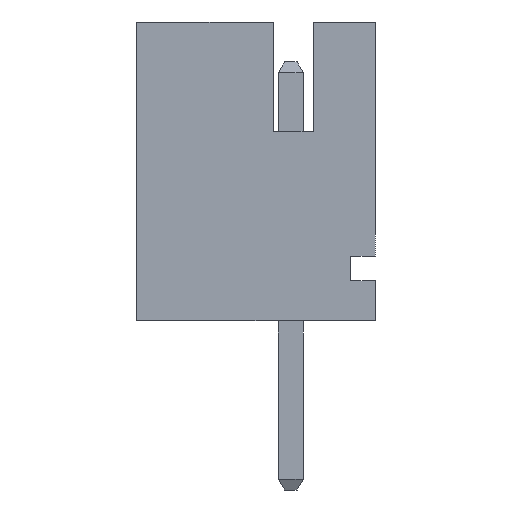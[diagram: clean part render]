
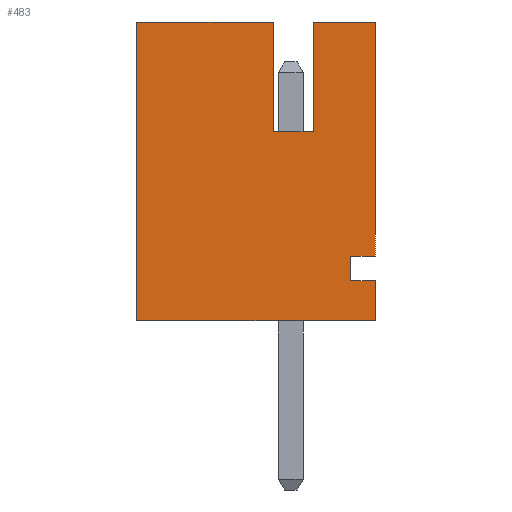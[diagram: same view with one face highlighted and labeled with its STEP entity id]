
A CAD part, left-side view. The second image highlights one B-rep face of the part: STEP entity #483.
In plain terms, the highlighted planar face has unit normal (-1, 0, 0).
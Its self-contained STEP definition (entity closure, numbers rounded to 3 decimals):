
#483=ADVANCED_FACE('',(#1139),#1141,.T.);
#1139=FACE_BOUND('',#1140,.T.);
#1140=EDGE_LOOP('',(#1668,#1669,#1670,#1671,#1672,#1673,#1674,#1675,#1676,#1677,
#1678,#1679));
#1141=PLANE('',#1142);
#1142=AXIS2_PLACEMENT_3D('',#1143,#1144,#1145);
#1143=CARTESIAN_POINT('',(-10.,3.1,0.));
#1144=DIRECTION('',(-1.,0.,0.));
#1145=DIRECTION('',(0.,-1.,0.));
#1668=ORIENTED_EDGE('',*,*,#2042,.T.);
#1669=ORIENTED_EDGE('',*,*,#2043,.T.);
#1670=ORIENTED_EDGE('',*,*,#2044,.F.);
#1671=ORIENTED_EDGE('',*,*,#2012,.F.);
#1672=ORIENTED_EDGE('',*,*,#2034,.T.);
#1673=ORIENTED_EDGE('',*,*,#2041,.T.);
#1674=ORIENTED_EDGE('',*,*,#2045,.T.);
#1675=ORIENTED_EDGE('',*,*,#2046,.T.);
#1676=ORIENTED_EDGE('',*,*,#2047,.T.);
#1677=ORIENTED_EDGE('',*,*,#2048,.T.);
#1678=ORIENTED_EDGE('',*,*,#2049,.F.);
#1679=ORIENTED_EDGE('',*,*,#2050,.T.);
#2012=EDGE_CURVE('',#2269,#2271,#2272,.T.);
#2034=EDGE_CURVE('',#2269,#2300,#2302,.T.);
#2041=EDGE_CURVE('',#2300,#2313,#2315,.T.);
#2042=EDGE_CURVE('',#2316,#2317,#2318,.F.);
#2043=EDGE_CURVE('',#2317,#2319,#2320,.F.);
#2044=EDGE_CURVE('',#2271,#2319,#2321,.T.);
#2045=EDGE_CURVE('',#2313,#2322,#2323,.F.);
#2046=EDGE_CURVE('',#2322,#2324,#2325,.T.);
#2047=EDGE_CURVE('',#2324,#2326,#2327,.F.);
#2048=EDGE_CURVE('',#2326,#2328,#2329,.T.);
#2049=EDGE_CURVE('',#2330,#2328,#2331,.T.);
#2050=EDGE_CURVE('',#2330,#2316,#2332,.F.);
#2269=VERTEX_POINT('',#2723);
#2271=VERTEX_POINT('',#2727);
#2272=LINE('',#2728,#2729);
#2300=VERTEX_POINT('',#2798);
#2302=LINE('',#2802,#2803);
#2313=VERTEX_POINT('',#2825);
#2315=LINE('',#2829,#2830);
#2316=VERTEX_POINT('',#2832);
#2317=VERTEX_POINT('',#2833);
#2318=LINE('',#2834,#2835);
#2319=VERTEX_POINT('',#2837);
#2320=LINE('',#2838,#2839);
#2321=LINE('',#2841,#2842);
#2322=VERTEX_POINT('',#2844);
#2323=LINE('',#2845,#2846);
#2324=VERTEX_POINT('',#2848);
#2325=LINE('',#2849,#2850);
#2326=VERTEX_POINT('',#2852);
#2327=LINE('',#2853,#2854);
#2328=VERTEX_POINT('',#2856);
#2329=LINE('',#2857,#2858);
#2330=VERTEX_POINT('',#2860);
#2331=LINE('',#2861,#2862);
#2332=LINE('',#2864,#2865);
#2723=CARTESIAN_POINT('',(-10.,3.1,0.));
#2727=CARTESIAN_POINT('',(-10.,3.1,6.));
#2728=CARTESIAN_POINT('',(-10.,3.1,0.));
#2729=VECTOR('',#2730,1.);
#2730=DIRECTION('',(0.,0.,1.));
#2798=CARTESIAN_POINT('',(-10.,-1.7,0.));
#2802=CARTESIAN_POINT('',(-10.,3.1,0.));
#2803=VECTOR('',#2804,1.);
#2804=DIRECTION('',(0.,-1.,0.));
#2825=CARTESIAN_POINT('',(-10.,-1.7,0.8));
#2829=CARTESIAN_POINT('',(-10.,-1.7,0.));
#2830=VECTOR('',#2831,1.);
#2831=DIRECTION('',(0.,0.,1.));
#2832=CARTESIAN_POINT('',(-10.,-0.45,3.8));
#2833=CARTESIAN_POINT('',(-10.,0.35,3.8));
#2834=CARTESIAN_POINT('',(-10.,0.35,3.8));
#2835=VECTOR('',#2836,1.);
#2836=DIRECTION('',(0.,-1.,0.));
#2837=CARTESIAN_POINT('',(-10.,0.35,6.));
#2838=CARTESIAN_POINT('',(-10.,0.35,6.));
#2839=VECTOR('',#2840,1.);
#2840=DIRECTION('',(0.,0.,-1.));
#2841=CARTESIAN_POINT('',(-10.,3.1,6.));
#2842=VECTOR('',#2843,1.);
#2843=DIRECTION('',(0.,-1.,0.));
#2844=CARTESIAN_POINT('',(-10.,-1.2,0.8));
#2845=CARTESIAN_POINT('',(-10.,-1.2,0.8));
#2846=VECTOR('',#2847,1.);
#2847=DIRECTION('',(0.,-1.,0.));
#2848=CARTESIAN_POINT('',(-10.,-1.2,1.3));
#2849=CARTESIAN_POINT('',(-10.,-1.2,0.8));
#2850=VECTOR('',#2851,1.);
#2851=DIRECTION('',(0.,0.,1.));
#2852=CARTESIAN_POINT('',(-10.,-1.7,1.3));
#2853=CARTESIAN_POINT('',(-10.,-1.7,1.3));
#2854=VECTOR('',#2855,1.);
#2855=DIRECTION('',(0.,1.,0.));
#2856=CARTESIAN_POINT('',(-10.,-1.7,6.));
#2857=CARTESIAN_POINT('',(-10.,-1.7,1.3));
#2858=VECTOR('',#2859,1.);
#2859=DIRECTION('',(0.,0.,1.));
#2860=CARTESIAN_POINT('',(-10.,-0.45,6.));
#2861=CARTESIAN_POINT('',(-10.,-0.45,6.));
#2862=VECTOR('',#2863,1.);
#2863=DIRECTION('',(0.,-1.,0.));
#2864=CARTESIAN_POINT('',(-10.,-0.45,3.8));
#2865=VECTOR('',#2866,1.);
#2866=DIRECTION('',(0.,0.,1.));
